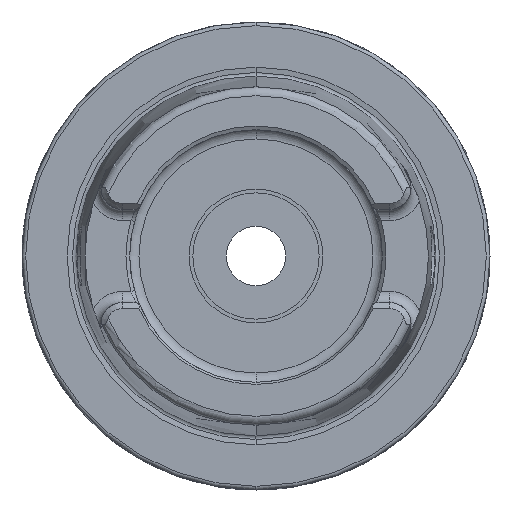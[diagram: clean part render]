
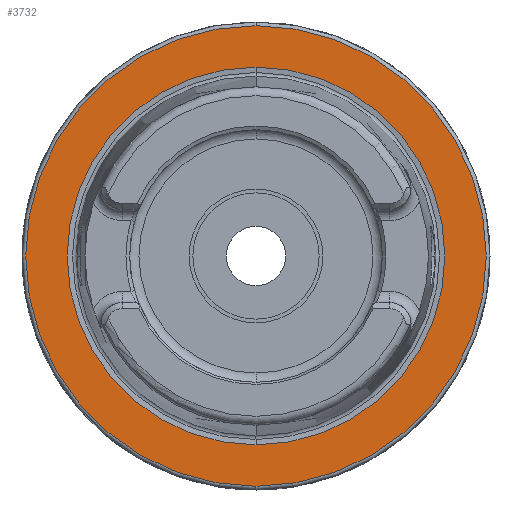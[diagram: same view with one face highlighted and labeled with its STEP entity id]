
A CAD part, left-side view. The second image highlights one B-rep face of the part: STEP entity #3732.
In plain terms, the highlighted planar face has unit normal (-1, 0, 0).
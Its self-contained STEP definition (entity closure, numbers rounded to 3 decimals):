
#805=CARTESIAN_POINT('',(0.,0.,0.));
#806=DIRECTION('',(1.,0.,0.));
#807=DIRECTION('',(0.,0.,-1.));
#808=AXIS2_PLACEMENT_3D('',#805,#806,#807);
#810=CARTESIAN_POINT('',(0.,0.,0.));
#811=DIRECTION('',(1.,0.,0.));
#812=DIRECTION('',(0.,0.,1.));
#813=AXIS2_PLACEMENT_3D('',#810,#811,#812);
#815=CARTESIAN_POINT('',(0.,0.,0.));
#816=DIRECTION('',(-1.,0.,0.));
#817=DIRECTION('',(0.,0.,1.));
#818=AXIS2_PLACEMENT_3D('',#815,#816,#817);
#820=CARTESIAN_POINT('',(0.,0.,0.));
#821=DIRECTION('',(-1.,0.,0.));
#822=DIRECTION('',(0.,0.,-1.));
#823=AXIS2_PLACEMENT_3D('',#820,#821,#822);
#2522=CARTESIAN_POINT('',(0.,0.,-25.42));
#2523=CARTESIAN_POINT('',(0.,0.,25.42));
#2524=VERTEX_POINT('',#2522);
#2525=VERTEX_POINT('',#2523);
#2851=CARTESIAN_POINT('',(0.,0.,31.));
#2852=CARTESIAN_POINT('',(0.,0.,-31.));
#2853=VERTEX_POINT('',#2851);
#2854=VERTEX_POINT('',#2852);
#3716=CARTESIAN_POINT('',(0.,0.,0.));
#3717=DIRECTION('',(1.,0.,0.));
#3718=DIRECTION('',(0.,0.,1.));
#3719=AXIS2_PLACEMENT_3D('',#3716,#3717,#3718);
#3720=PLANE('',#3719);
#3721=ORIENTED_EDGE('',*,*,#3706,.F.);
#3723=ORIENTED_EDGE('',*,*,#3722,.F.);
#3724=EDGE_LOOP('',(#3721,#3723));
#3725=FACE_OUTER_BOUND('',#3724,.F.);
#3727=ORIENTED_EDGE('',*,*,#3726,.F.);
#3729=ORIENTED_EDGE('',*,*,#3728,.F.);
#3730=EDGE_LOOP('',(#3727,#3729));
#3731=FACE_BOUND('',#3730,.F.);
#3732=ADVANCED_FACE('',(#3725,#3731),#3720,.F.);
#809=CIRCLE('',#808,25.42);
#814=CIRCLE('',#813,25.42);
#819=CIRCLE('',#818,31.);
#824=CIRCLE('',#823,31.);
#3706=EDGE_CURVE('',#2853,#2854,#819,.T.);
#3722=EDGE_CURVE('',#2854,#2853,#824,.T.);
#3726=EDGE_CURVE('',#2524,#2525,#809,.T.);
#3728=EDGE_CURVE('',#2525,#2524,#814,.T.);
